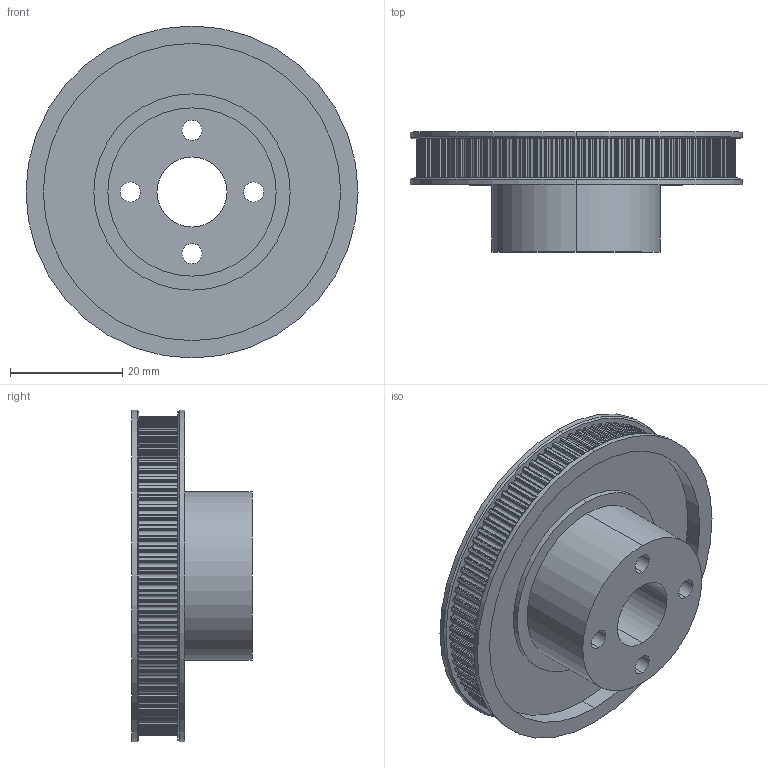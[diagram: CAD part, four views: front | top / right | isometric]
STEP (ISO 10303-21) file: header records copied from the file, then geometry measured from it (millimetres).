
FILE_DESCRIPTION(('FreeCAD Model'),'2;1');
FILE_NAME('Open CASCADE Shape Model','2021-05-09T12:47:15',('Author'),( ''),'Open CASCADE STEP processor 7.5','FreeCAD','Unknown');
FILE_SCHEMA(('AUTOMOTIVE_DESIGN { 1 0 10303 214 1 1 1 1 }'));
Products named in the file (1): GT2 Pulley - 90 teeth - J3_GT2 Pulley - Parametric
Bounding box: 59.19 x 21.4 x 59.19 mm (x, y, z)
Volume: 24598.9 mm3; surface area: 11625.8 mm2
Topology: 1 solids, 1 shells, 836 faces, 2483 edges, 1654 vertices
Faces by surface type: cylinder 825, plane 7, cone 4
Entity records: 63827 total; most frequent: CARTESIAN_POINT 14854, DIRECTION 9958, ORIENTED_EDGE 4966, PCURVE 4966, DEFINITIONAL_REPRESENTATION 4966, LINE 4145, VECTOR 4145, AXIS2_PLACEMENT_3D 2491
